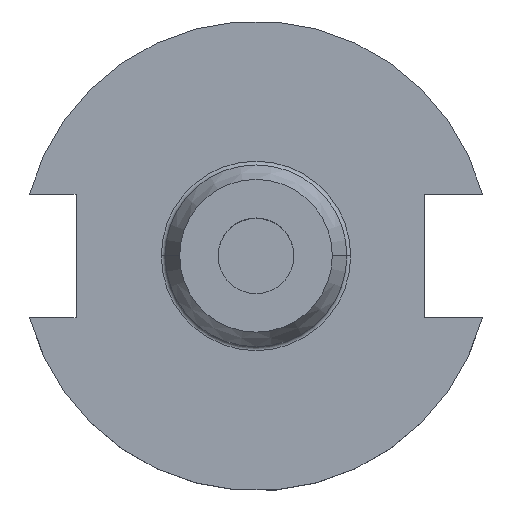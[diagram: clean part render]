
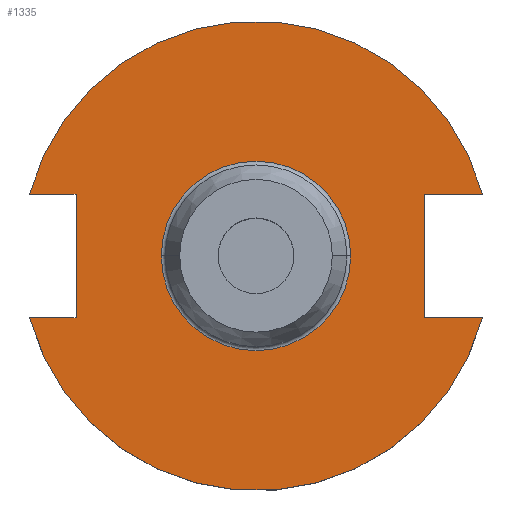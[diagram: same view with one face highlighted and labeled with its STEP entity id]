
A CAD part, top view. The second image highlights one B-rep face of the part: STEP entity #1335.
In plain terms, the highlighted planar face has unit normal (0, 0, 1).
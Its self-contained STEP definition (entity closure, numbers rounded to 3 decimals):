
#2 = EDGE_CURVE ( 'NONE', #347, #1305, #975, .T. ) ;
#27 = LINE ( 'NONE', #663, #415 ) ;
#30 = DIRECTION ( 'NONE',  ( 0., 0., 1. ) ) ;
#38 = DIRECTION ( 'NONE',  ( 1., 0., 0. ) ) ;
#51 = EDGE_CURVE ( 'NONE', #1478, #1343, #530, .T. ) ;
#53 = FACE_BOUND ( 'NONE', #1520, .T. ) ;
#59 = DIRECTION ( 'NONE',  ( 0., 0., 1. ) ) ;
#103 = LINE ( 'NONE', #875, #1057 ) ;
#104 = ORIENTED_EDGE ( 'NONE', *, *, #125, .F. ) ;
#125 = EDGE_CURVE ( 'NONE', #1396, #1343, #103, .T. ) ;
#148 = CARTESIAN_POINT ( 'NONE',  ( 0., 0., 19.05 ) ) ;
#166 = VERTEX_POINT ( 'NONE', #1234 ) ;
#168 = DIRECTION ( 'NONE',  ( 1., 0., 0. ) ) ;
#175 = EDGE_CURVE ( 'NONE', #941, #391, #1014, .T. ) ;
#202 = VERTEX_POINT ( 'NONE', #1115 ) ;
#203 = VECTOR ( 'NONE', #481, 1000. ) ;
#244 = DIRECTION ( 'NONE',  ( -1., 0., 0. ) ) ;
#253 = ORIENTED_EDGE ( 'NONE', *, *, #533, .F. ) ;
#270 = AXIS2_PLACEMENT_3D ( 'NONE', #987, #625, #990 ) ;
#282 = DIRECTION ( 'NONE',  ( 1., 0., 0. ) ) ;
#335 = CARTESIAN_POINT ( 'NONE',  ( 35.306, 12.954, 19.05 ) ) ;
#347 = VERTEX_POINT ( 'NONE', #1016 ) ;
#368 = ORIENTED_EDGE ( 'NONE', *, *, #51, .T. ) ;
#381 = AXIS2_PLACEMENT_3D ( 'NONE', #1516, #30, #168 ) ;
#391 = VERTEX_POINT ( 'NONE', #1161 ) ;
#392 = VECTOR ( 'NONE', #244, 1000. ) ;
#415 = VECTOR ( 'NONE', #564, 1000. ) ;
#420 = CARTESIAN_POINT ( 'NONE',  ( 35.306, 12.954, 19.05 ) ) ;
#468 = ORIENTED_EDGE ( 'NONE', *, *, #925, .F. ) ;
#481 = DIRECTION ( 'NONE',  ( 0., 1., 0. ) ) ;
#509 = AXIS2_PLACEMENT_3D ( 'NONE', #1469, #603, #729 ) ;
#516 = EDGE_CURVE ( 'NONE', #202, #1305, #1118, .T. ) ;
#518 = LINE ( 'NONE', #963, #203 ) ;
#530 = CIRCLE ( 'NONE', #1191, 49.212 ) ;
#533 = EDGE_CURVE ( 'NONE', #1478, #1593, #1378, .T. ) ;
#543 = DIRECTION ( 'NONE',  ( 0., -1., 0. ) ) ;
#564 = DIRECTION ( 'NONE',  ( 1., 0., 0. ) ) ;
#603 = DIRECTION ( 'NONE',  ( 0., 0., -1. ) ) ;
#611 = AXIS2_PLACEMENT_3D ( 'NONE', #148, #59, #38 ) ;
#625 = DIRECTION ( 'NONE',  ( 0., 0., -1. ) ) ;
#632 = CARTESIAN_POINT ( 'NONE',  ( 47.477, 12.954, 19.05 ) ) ;
#663 = CARTESIAN_POINT ( 'NONE',  ( -63.719, -12.954, 19.05 ) ) ;
#729 = DIRECTION ( 'NONE',  ( 1., 0., 0. ) ) ;
#750 = CARTESIAN_POINT ( 'NONE',  ( -47.477, 12.954, 19.05 ) ) ;
#761 = DIRECTION ( 'NONE',  ( -1., 0., 0. ) ) ;
#765 = VECTOR ( 'NONE', #1444, 1000. ) ;
#806 = EDGE_LOOP ( 'NONE', ( #891, #1557, #1176, #253, #368, #104, #468, #1454 ) ) ;
#843 = CARTESIAN_POINT ( 'NONE',  ( 19.85, 0., 19.05 ) ) ;
#858 = CARTESIAN_POINT ( 'NONE',  ( 35.306, 12.954, 19.05 ) ) ;
#875 = CARTESIAN_POINT ( 'NONE',  ( -63.719, 12.954, 19.05 ) ) ;
#877 = CIRCLE ( 'NONE', #509, 19.85 ) ;
#891 = ORIENTED_EDGE ( 'NONE', *, *, #2, .T. ) ;
#895 = EDGE_CURVE ( 'NONE', #391, #941, #877, .T. ) ;
#925 = EDGE_CURVE ( 'NONE', #166, #1396, #518, .T. ) ;
#941 = VERTEX_POINT ( 'NONE', #843 ) ;
#951 = VECTOR ( 'NONE', #543, 1000. ) ;
#963 = CARTESIAN_POINT ( 'NONE',  ( -37.719, 12.954, 19.05 ) ) ;
#975 = CIRCLE ( 'NONE', #611, 49.212 ) ;
#987 = CARTESIAN_POINT ( 'NONE',  ( 0., 0., 19.05 ) ) ;
#990 = DIRECTION ( 'NONE',  ( 1., 0., 0. ) ) ;
#1014 = CIRCLE ( 'NONE', #270, 19.85 ) ;
#1016 = CARTESIAN_POINT ( 'NONE',  ( -47.477, -12.954, 19.05 ) ) ;
#1057 = VECTOR ( 'NONE', #761, 1000. ) ;
#1093 = ORIENTED_EDGE ( 'NONE', *, *, #895, .T. ) ;
#1115 = CARTESIAN_POINT ( 'NONE',  ( 35.306, -12.954, 19.05 ) ) ;
#1118 = LINE ( 'NONE', #1591, #765 ) ;
#1132 = CARTESIAN_POINT ( 'NONE',  ( 47.477, -12.954, 19.05 ) ) ;
#1146 = DIRECTION ( 'NONE',  ( 0., 0., 1. ) ) ;
#1161 = CARTESIAN_POINT ( 'NONE',  ( -19.85, 0., 19.05 ) ) ;
#1170 = EDGE_CURVE ( 'NONE', #1593, #202, #1296, .T. ) ;
#1176 = ORIENTED_EDGE ( 'NONE', *, *, #1170, .F. ) ;
#1191 = AXIS2_PLACEMENT_3D ( 'NONE', #1505, #1146, #282 ) ;
#1234 = CARTESIAN_POINT ( 'NONE',  ( -37.719, -12.954, 19.05 ) ) ;
#1296 = LINE ( 'NONE', #858, #951 ) ;
#1305 = VERTEX_POINT ( 'NONE', #1132 ) ;
#1335 = ADVANCED_FACE ( 'NONE', ( #53, #1346 ), #1476, .T. ) ;
#1343 = VERTEX_POINT ( 'NONE', #750 ) ;
#1346 = FACE_OUTER_BOUND ( 'NONE', #806, .T. ) ;
#1361 = CARTESIAN_POINT ( 'NONE',  ( -37.719, 12.954, 19.05 ) ) ;
#1377 = ORIENTED_EDGE ( 'NONE', *, *, #175, .T. ) ;
#1378 = LINE ( 'NONE', #335, #392 ) ;
#1396 = VERTEX_POINT ( 'NONE', #1361 ) ;
#1444 = DIRECTION ( 'NONE',  ( 1., 0., 0. ) ) ;
#1454 = ORIENTED_EDGE ( 'NONE', *, *, #1562, .F. ) ;
#1469 = CARTESIAN_POINT ( 'NONE',  ( 0., 0., 19.05 ) ) ;
#1476 = PLANE ( 'NONE',  #381 ) ;
#1478 = VERTEX_POINT ( 'NONE', #632 ) ;
#1505 = CARTESIAN_POINT ( 'NONE',  ( 0., 0., 19.05 ) ) ;
#1516 = CARTESIAN_POINT ( 'NONE',  ( 0., 49.212, 19.05 ) ) ;
#1520 = EDGE_LOOP ( 'NONE', ( #1377, #1093 ) ) ;
#1557 = ORIENTED_EDGE ( 'NONE', *, *, #516, .F. ) ;
#1562 = EDGE_CURVE ( 'NONE', #347, #166, #27, .T. ) ;
#1591 = CARTESIAN_POINT ( 'NONE',  ( 35.306, -12.954, 19.05 ) ) ;
#1593 = VERTEX_POINT ( 'NONE', #420 ) ;
